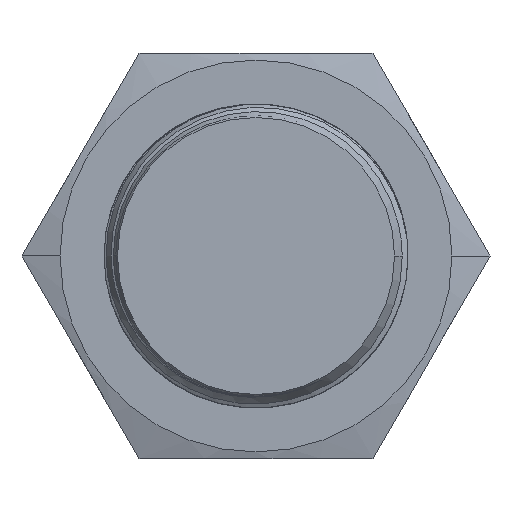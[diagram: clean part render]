
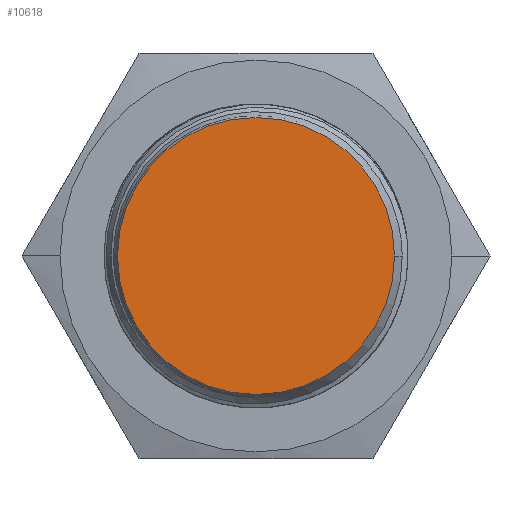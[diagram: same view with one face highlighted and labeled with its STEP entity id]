
A CAD part, front view. The second image highlights one B-rep face of the part: STEP entity #10618.
In plain terms, the highlighted planar face has unit normal (0, -1, 0).
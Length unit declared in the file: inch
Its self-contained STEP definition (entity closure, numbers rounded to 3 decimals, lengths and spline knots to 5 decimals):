
#2010=CARTESIAN_POINT('',(0.,-2.08661,0.));
#2011=DIRECTION('',(0.,1.,0.));
#2012=DIRECTION('',(-1.,0.,0.));
#2013=AXIS2_PLACEMENT_3D('',#2010,#2011,#2012);
#2018=CARTESIAN_POINT('',(0.,-2.08661,0.));
#2019=DIRECTION('',(0.,1.,0.));
#2020=DIRECTION('',(1.,0.,0.));
#2021=AXIS2_PLACEMENT_3D('',#2018,#2019,#2020);
#6554=CARTESIAN_POINT('',(-0.32283,-2.08661,0.));
#6555=VERTEX_POINT('',#6554);
#6556=CARTESIAN_POINT('',(0.32283,-2.08661,0.));
#6557=VERTEX_POINT('',#6556);
#10609=CARTESIAN_POINT('',(0.,-2.08661,0.));
#10610=DIRECTION('',(0.,-1.,0.));
#10611=DIRECTION('',(-1.,0.,0.));
#10612=AXIS2_PLACEMENT_3D('',#10609,#10610,#10611);
#10613=PLANE('',#10612);
#10614=ORIENTED_EDGE('',*,*,#10591,.T.);
#10615=ORIENTED_EDGE('',*,*,#10602,.T.);
#10616=EDGE_LOOP('',(#10614,#10615));
#10617=FACE_OUTER_BOUND('',#10616,.F.);
#10618=ADVANCED_FACE('',(#10617),#10613,.T.);
#2014=CIRCLE('',#2013,0.32283);
#2022=CIRCLE('',#2021,0.32283);
#10591=EDGE_CURVE('',#6555,#6557,#2014,.T.);
#10602=EDGE_CURVE('',#6557,#6555,#2022,.T.);
